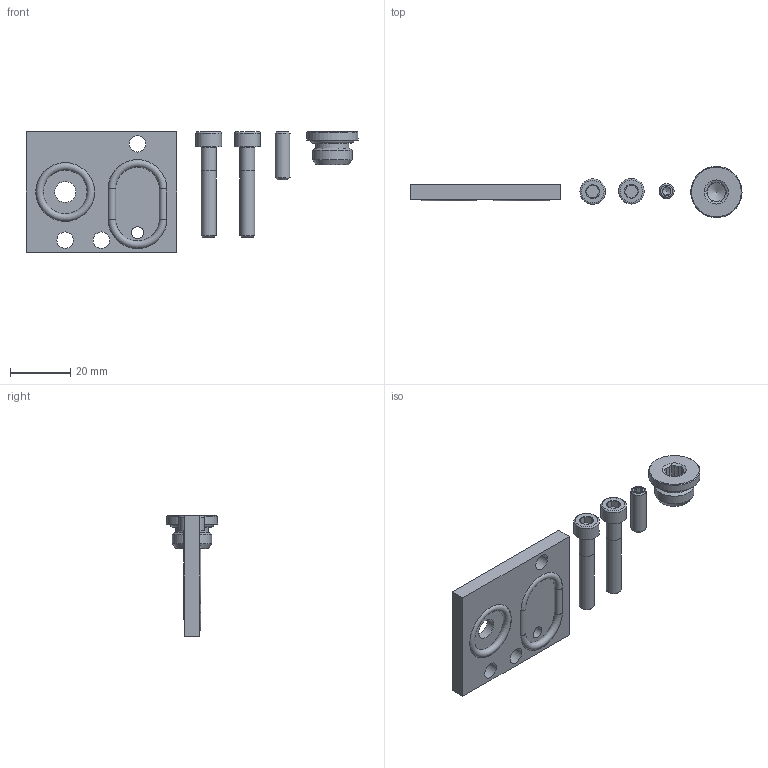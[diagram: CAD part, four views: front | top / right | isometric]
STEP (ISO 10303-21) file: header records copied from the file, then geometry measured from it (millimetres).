
FILE_DESCRIPTION( ( 'Unknown' ), '1' );
FILE_NAME( 'FP 701 A.stp', 'Unknown', ( 'Unknown' ), ( 'Unknown' ), 'PSStep 17.0.49', 'Unknown', ' ' );
FILE_SCHEMA( ( 'AUTOMOTIVE_DESIGN { 1 0 10303 214 1 1 1 1 }' ) );
Length unit declared in the file: millimetre
Products named in the file (9): Assem1; AFP 701 A; O-Ring 15x2,5 NBR70 im NAMUR-Senkung; O-Ring 21x2,5 NBR70 im FP 701 A; DIN912-A2-M5x30; DIN913-A2-M5x16; 3015 1_4
Assembly tree (9 placements, depth 2):
  Assem1
    AFP 701 A
    O-Ring 15x2,5 NBR70 im NAMUR-Senkung
    O-Ring 21x2,5 NBR70 im FP 701 A
    O-Ring 21x2,5 NBR70 im FP 701 A
    DIN912-A2-M5x30  x2
    DIN913-A2-M5x16
    3015 1_4
    3015 1_4
Bounding box: 110.2 x 17 x 40 mm (x, y, z)
Surface area: 9932 mm2 (no closed solid volume)
Topology: 0 solids, 123 shells, 123 faces, 518 edges, 474 vertices
Faces by surface type: plane 65, cone 25, cylinder 23, torus 10
Full cylindrical faces by diameter (mm): 2.5 x2, 4 x1, 4.019 x2, 5 x5, 5.5 x3, 6.2 x1, 7 x1, 8.5 x2, 11 x1, 13.04 x1, 17 x1, 19.5 x1
Entity records: 5351 total; most frequent: CARTESIAN_POINT 1139, DIRECTION 660, VERTEX_POINT 368, ORIENTED_EDGE 363, EDGE_CURVE 363, AXIS2_PLACEMENT_3D 249, LINE 162, VECTOR 162
